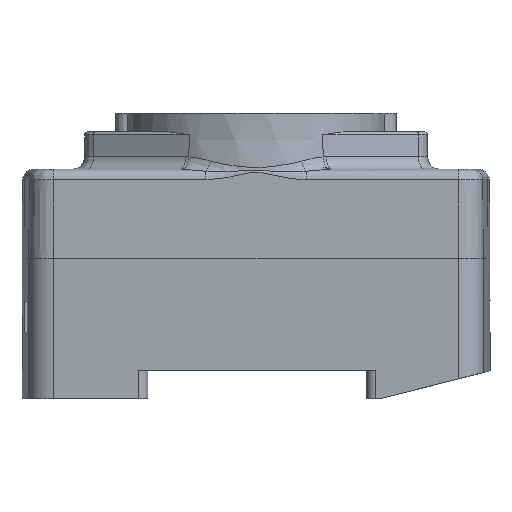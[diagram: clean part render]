
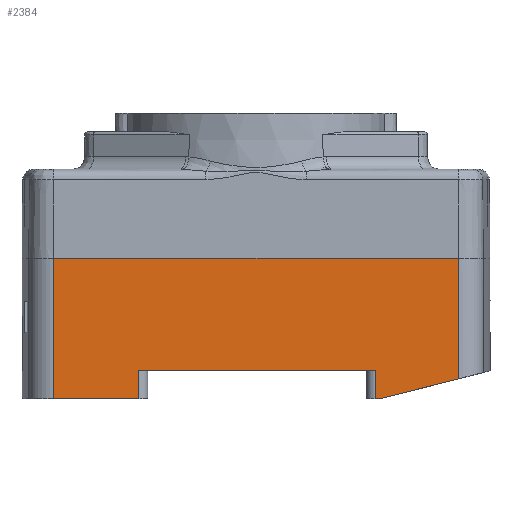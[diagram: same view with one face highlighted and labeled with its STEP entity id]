
A CAD part, front view. The second image highlights one B-rep face of the part: STEP entity #2384.
In plain terms, the highlighted planar face has unit normal (0, -1, 0).
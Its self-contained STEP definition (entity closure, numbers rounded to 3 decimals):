
#250 = CARTESIAN_POINT ( 'NONE',  ( -34.605, -1.284, 13.728 ) ) ;
#392 = CARTESIAN_POINT ( 'NONE',  ( 16.601, -1.284, 31.728 ) ) ;
#501 = DIRECTION ( 'NONE',  ( 1., 0., 0. ) ) ;
#743 = ORIENTED_EDGE ( 'NONE', *, *, #30163, .T. ) ;
#896 = VERTEX_POINT ( 'NONE', #36779 ) ;
#1575 = CARTESIAN_POINT ( 'NONE',  ( 16.601, -1.284, 12.444 ) ) ;
#2003 = ORIENTED_EDGE ( 'NONE', *, *, #18032, .T. ) ;
#2375 = CARTESIAN_POINT ( 'NONE',  ( 3.916, -1.284, 9.228 ) ) ;
#2384 = ADVANCED_FACE ( 'NONE', ( #30696 ), #11779, .T. ) ;
#2502 = ORIENTED_EDGE ( 'NONE', *, *, #4584, .T. ) ;
#2528 = DIRECTION ( 'NONE',  ( 0.969, 0., 0.246 ) ) ;
#4255 = VECTOR ( 'NONE', #501, 1000. ) ;
#4584 = EDGE_CURVE ( 'NONE', #47585, #33428, #43999, .T. ) ;
#4700 = VERTEX_POINT ( 'NONE', #392 ) ;
#5060 = CARTESIAN_POINT ( 'NONE',  ( -48.268, -1.284, 31.728 ) ) ;
#6219 = EDGE_CURVE ( 'NONE', #33428, #4700, #46612, .T. ) ;
#7254 = DIRECTION ( 'NONE',  ( 1., 0., 0. ) ) ;
#7311 = CARTESIAN_POINT ( 'NONE',  ( -48.268, -1.284, 13.728 ) ) ;
#8095 = VECTOR ( 'NONE', #10668, 1000. ) ;
#8669 = CARTESIAN_POINT ( 'NONE',  ( 16.601, -1.284, 31.728 ) ) ;
#8937 = LINE ( 'NONE', #7311, #29778 ) ;
#9500 = VECTOR ( 'NONE', #39516, 1000. ) ;
#9595 = VERTEX_POINT ( 'NONE', #34002 ) ;
#10668 = DIRECTION ( 'NONE',  ( 0., 0., 1. ) ) ;
#10777 = CARTESIAN_POINT ( 'NONE',  ( -34.605, -1.284, 60.311 ) ) ;
#10884 = VERTEX_POINT ( 'NONE', #46740 ) ;
#11315 = DIRECTION ( 'NONE',  ( 0., 0., -1. ) ) ;
#11390 = DIRECTION ( 'NONE',  ( 0., -1., 0. ) ) ;
#11430 = CARTESIAN_POINT ( 'NONE',  ( -48.268, -1.284, 60.311 ) ) ;
#11779 = PLANE ( 'NONE',  #32218 ) ;
#13965 = CARTESIAN_POINT ( 'NONE',  ( 3.916, -1.284, 9.228 ) ) ;
#14808 = ORIENTED_EDGE ( 'NONE', *, *, #40976, .T. ) ;
#15845 = LINE ( 'NONE', #22001, #4255 ) ;
#15949 = CARTESIAN_POINT ( 'NONE',  ( 16.601, -1.284, 60.311 ) ) ;
#16726 = DIRECTION ( 'NONE',  ( 0., 0., 1. ) ) ;
#16733 = VECTOR ( 'NONE', #19018, 1000. ) ;
#17125 = ORIENTED_EDGE ( 'NONE', *, *, #6219, .T. ) ;
#17821 = ORIENTED_EDGE ( 'NONE', *, *, #37203, .T. ) ;
#18032 = EDGE_CURVE ( 'NONE', #9595, #10884, #47407, .T. ) ;
#18136 = EDGE_CURVE ( 'NONE', #21112, #29541, #28941, .T. ) ;
#18175 = CARTESIAN_POINT ( 'NONE',  ( 3.316, -1.284, 60.311 ) ) ;
#18950 = VECTOR ( 'NONE', #25539, 1000. ) ;
#19018 = DIRECTION ( 'NONE',  ( 0., 0., -1. ) ) ;
#21112 = VERTEX_POINT ( 'NONE', #48458 ) ;
#21545 = EDGE_LOOP ( 'NONE', ( #17125, #30375, #17821, #35472, #34366, #743, #2003, #14808, #2502 ) ) ;
#21611 = EDGE_CURVE ( 'NONE', #896, #21112, #29326, .T. ) ;
#22001 = CARTESIAN_POINT ( 'NONE',  ( -53.334, -1.284, 9.228 ) ) ;
#23262 = VERTEX_POINT ( 'NONE', #5060 ) ;
#25338 = DIRECTION ( 'NONE',  ( 0., 0., -1. ) ) ;
#25391 = CARTESIAN_POINT ( 'NONE',  ( -48.268, -1.284, 60.311 ) ) ;
#25539 = DIRECTION ( 'NONE',  ( 1., 0., 0. ) ) ;
#27227 = LINE ( 'NONE', #25391, #47475 ) ;
#28941 = LINE ( 'NONE', #10777, #8095 ) ;
#29326 = LINE ( 'NONE', #32430, #18950 ) ;
#29541 = VERTEX_POINT ( 'NONE', #250 ) ;
#29778 = VECTOR ( 'NONE', #7254, 1000. ) ;
#30163 = EDGE_CURVE ( 'NONE', #29541, #9595, #8937, .T. ) ;
#30375 = ORIENTED_EDGE ( 'NONE', *, *, #46532, .F. ) ;
#30696 = FACE_OUTER_BOUND ( 'NONE', #21545, .T. ) ;
#32218 = AXIS2_PLACEMENT_3D ( 'NONE', #11430, #11390, #11315 ) ;
#32430 = CARTESIAN_POINT ( 'NONE',  ( -48.268, -1.284, 9.228 ) ) ;
#33428 = VERTEX_POINT ( 'NONE', #1575 ) ;
#34002 = CARTESIAN_POINT ( 'NONE',  ( 3.316, -1.284, 13.728 ) ) ;
#34366 = ORIENTED_EDGE ( 'NONE', *, *, #18136, .T. ) ;
#35472 = ORIENTED_EDGE ( 'NONE', *, *, #21611, .T. ) ;
#36779 = CARTESIAN_POINT ( 'NONE',  ( -48.268, -1.284, 9.228 ) ) ;
#37203 = EDGE_CURVE ( 'NONE', #23262, #896, #27227, .T. ) ;
#39207 = LINE ( 'NONE', #8669, #9500 ) ;
#39516 = DIRECTION ( 'NONE',  ( 1., 0., 0. ) ) ;
#40976 = EDGE_CURVE ( 'NONE', #10884, #47585, #15845, .T. ) ;
#43393 = VECTOR ( 'NONE', #2528, 1000. ) ;
#43999 = LINE ( 'NONE', #2375, #43393 ) ;
#45430 = VECTOR ( 'NONE', #16726, 1000. ) ;
#46532 = EDGE_CURVE ( 'NONE', #23262, #4700, #39207, .T. ) ;
#46612 = LINE ( 'NONE', #15949, #45430 ) ;
#46740 = CARTESIAN_POINT ( 'NONE',  ( 3.316, -1.284, 9.228 ) ) ;
#47407 = LINE ( 'NONE', #18175, #16733 ) ;
#47475 = VECTOR ( 'NONE', #25338, 1000. ) ;
#47585 = VERTEX_POINT ( 'NONE', #13965 ) ;
#48458 = CARTESIAN_POINT ( 'NONE',  ( -34.605, -1.284, 9.228 ) ) ;
